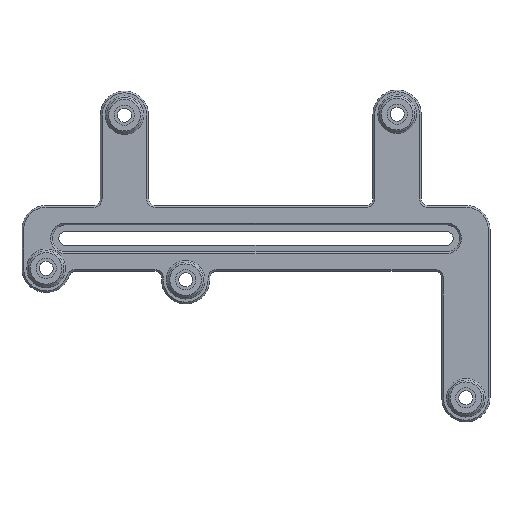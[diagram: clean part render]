
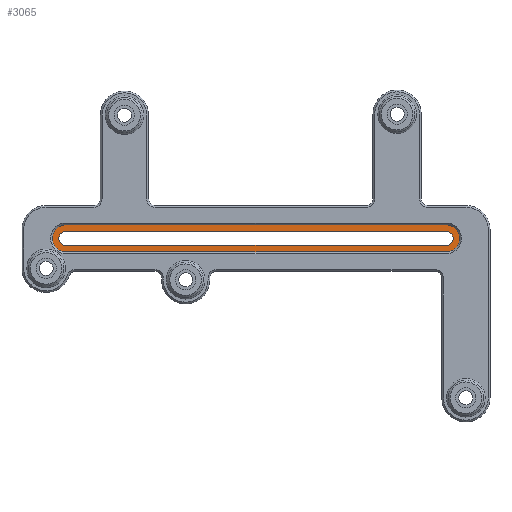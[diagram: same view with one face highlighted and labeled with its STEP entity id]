
A CAD part, top view. The second image highlights one B-rep face of the part: STEP entity #3065.
In plain terms, the highlighted planar face has unit normal (0, 0, 1).
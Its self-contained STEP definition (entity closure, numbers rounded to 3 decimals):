
#1653 = VERTEX_POINT('',#1654);
#1654 = CARTESIAN_POINT('',(93.77,37.4,2.));
#1660 = EDGE_CURVE('',#1653,#1661,#1663,.T.);
#1661 = VERTEX_POINT('',#1662);
#1662 = CARTESIAN_POINT('',(7.09,37.4,2.));
#1663 = LINE('',#1664,#1665);
#1664 = CARTESIAN_POINT('',(72.1,37.4,2.));
#1665 = VECTOR('',#1666,1.);
#1666 = DIRECTION('',(-1.,0.,0.));
#1684 = VERTEX_POINT('',#1685);
#1685 = CARTESIAN_POINT('',(7.09,40.6,2.));
#1691 = EDGE_CURVE('',#1661,#1684,#1692,.T.);
#1692 = CIRCLE('',#1693,1.6);
#1693 = AXIS2_PLACEMENT_3D('',#1694,#1695,#1696);
#1694 = CARTESIAN_POINT('',(7.09,39.,2.));
#1695 = DIRECTION('',(0.,0.,-1.));
#1696 = DIRECTION('',(1.,0.,0.));
#1709 = EDGE_CURVE('',#1684,#1710,#1712,.T.);
#1710 = VERTEX_POINT('',#1711);
#1711 = CARTESIAN_POINT('',(93.77,40.6,2.));
#1712 = LINE('',#1713,#1714);
#1713 = CARTESIAN_POINT('',(28.76,40.6,2.));
#1714 = VECTOR('',#1715,1.);
#1715 = DIRECTION('',(1.,0.,0.));
#1733 = EDGE_CURVE('',#1710,#1653,#1734,.T.);
#1734 = CIRCLE('',#1735,1.6);
#1735 = AXIS2_PLACEMENT_3D('',#1736,#1737,#1738);
#1736 = CARTESIAN_POINT('',(93.77,39.,2.));
#1737 = DIRECTION('',(0.,0.,-1.));
#1738 = DIRECTION('',(1.,0.,0.));
#3065 = ADVANCED_FACE('',(#3066,#3102),#3108,.T.);
#3066 = FACE_BOUND('',#3067,.T.);
#3067 = EDGE_LOOP('',(#3068,#3079,#3087,#3096));
#3068 = ORIENTED_EDGE('',*,*,#3069,.T.);
#3069 = EDGE_CURVE('',#3070,#3072,#3074,.T.);
#3070 = VERTEX_POINT('',#3071);
#3071 = CARTESIAN_POINT('',(93.77,35.9,2.));
#3072 = VERTEX_POINT('',#3073);
#3073 = CARTESIAN_POINT('',(93.77,42.1,2.));
#3074 = CIRCLE('',#3075,3.1);
#3075 = AXIS2_PLACEMENT_3D('',#3076,#3077,#3078);
#3076 = CARTESIAN_POINT('',(93.77,39.,2.));
#3077 = DIRECTION('',(0.,0.,1.));
#3078 = DIRECTION('',(1.,0.,0.));
#3079 = ORIENTED_EDGE('',*,*,#3080,.T.);
#3080 = EDGE_CURVE('',#3072,#3081,#3083,.T.);
#3081 = VERTEX_POINT('',#3082);
#3082 = CARTESIAN_POINT('',(7.09,42.1,2.));
#3083 = LINE('',#3084,#3085);
#3084 = CARTESIAN_POINT('',(93.77,42.1,2.));
#3085 = VECTOR('',#3086,1.);
#3086 = DIRECTION('',(-1.,0.,0.));
#3087 = ORIENTED_EDGE('',*,*,#3088,.T.);
#3088 = EDGE_CURVE('',#3081,#3089,#3091,.T.);
#3089 = VERTEX_POINT('',#3090);
#3090 = CARTESIAN_POINT('',(7.09,35.9,2.));
#3091 = CIRCLE('',#3092,3.1);
#3092 = AXIS2_PLACEMENT_3D('',#3093,#3094,#3095);
#3093 = CARTESIAN_POINT('',(7.09,39.,2.));
#3094 = DIRECTION('',(0.,0.,1.));
#3095 = DIRECTION('',(1.,0.,0.));
#3096 = ORIENTED_EDGE('',*,*,#3097,.T.);
#3097 = EDGE_CURVE('',#3089,#3070,#3098,.T.);
#3098 = LINE('',#3099,#3100);
#3099 = CARTESIAN_POINT('',(7.09,35.9,2.));
#3100 = VECTOR('',#3101,1.);
#3101 = DIRECTION('',(1.,0.,0.));
#3102 = FACE_BOUND('',#3103,.T.);
#3103 = EDGE_LOOP('',(#3104,#3105,#3106,#3107));
#3104 = ORIENTED_EDGE('',*,*,#1733,.T.);
#3105 = ORIENTED_EDGE('',*,*,#1660,.T.);
#3106 = ORIENTED_EDGE('',*,*,#1691,.T.);
#3107 = ORIENTED_EDGE('',*,*,#1709,.T.);
#3108 = PLANE('',#3109);
#3109 = AXIS2_PLACEMENT_3D('',#3110,#3111,#3112);
#3110 = CARTESIAN_POINT('',(50.43,39.,2.));
#3111 = DIRECTION('',(0.,0.,1.));
#3112 = DIRECTION('',(1.,0.,0.));
